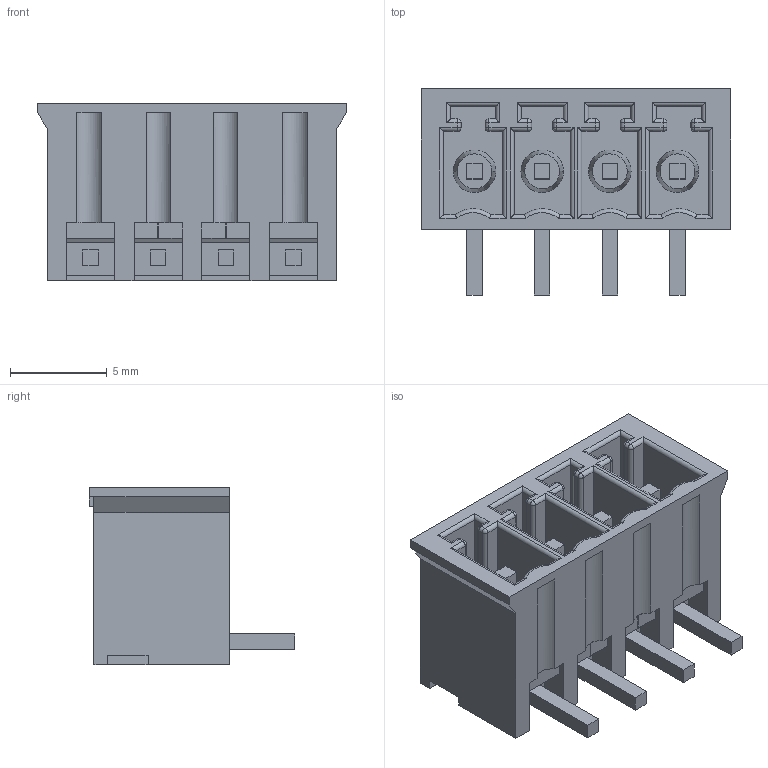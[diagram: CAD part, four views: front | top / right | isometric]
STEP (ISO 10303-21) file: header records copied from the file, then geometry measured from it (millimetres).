
FILE_DESCRIPTION((''),'2;1');
FILE_NAME('C-284512-4','2008-09-03T',('workeradm'),('Tyco Electronics Corporation'),'PRO/ENGINEER BY PARAMETRIC TECHNOLOGY CORPORATION, 2005450','PRO/ENGINEER BY PARAMETRIC TECHNOLOGY CORPORATION, 2005450','');
FILE_SCHEMA(('CONFIG_CONTROL_DESIGN', 'GEOMETRIC_VALIDATION_PROPERTIES_MIM'));
Length unit declared in the file: millimetre
Products named in the file (1): C-284512-4
Bounding box: 16 x 10.65 x 9.2 mm (x, y, z)
Volume: 525.4 mm3; surface area: 1381.9 mm2
Topology: 1 solids, 1 shells, 346 faces, 852 edges, 524 vertices
Faces by surface type: plane 198, cylinder 112, sphere 24, cone 8, torus 4
Entity records: 10453 total; most frequent: CARTESIAN_POINT 2199, ORIENTED_EDGE 1704, DIRECTION 1630, EDGE_CURVE 852, VECTOR 650, LINE 650, VERTEX_POINT 524, AXIS2_PLACEMENT_3D 490
